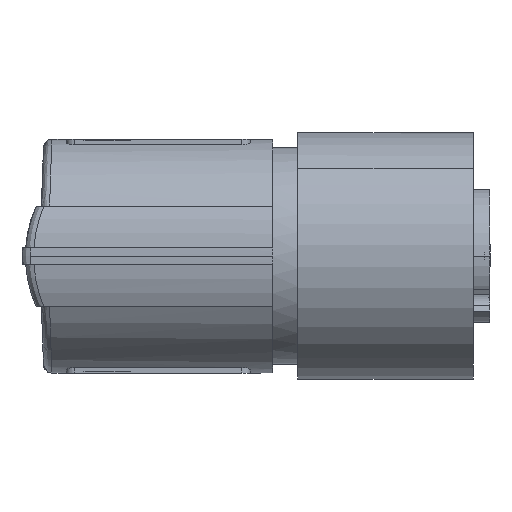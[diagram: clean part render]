
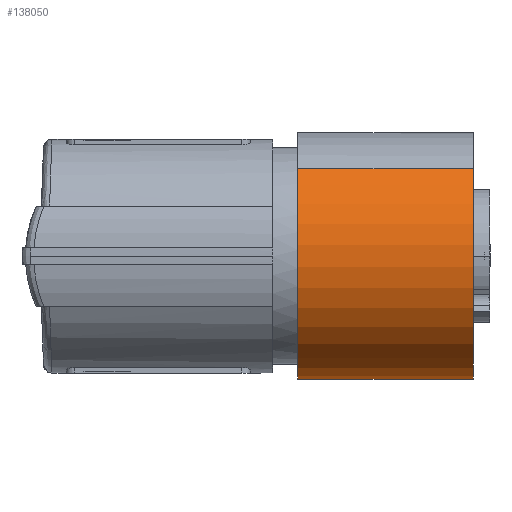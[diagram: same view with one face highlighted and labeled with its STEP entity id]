
A CAD part, left-side view. The second image highlights one B-rep face of the part: STEP entity #138050.
In plain terms, the highlighted cylindrical face has radius 7.4 mm (diameter 14.8 mm), a partial arc.
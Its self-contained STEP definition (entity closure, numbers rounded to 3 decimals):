
#17780=CARTESIAN_POINT('',(20.483,-175.64,
4.235));
#17790=DIRECTION('',(0.,0.,-1.));
#17800=DIRECTION('',(-0.707,0.707,
0.));
#17810=AXIS2_PLACEMENT_3D('',#17780,#17790,#17800);
#17820=CIRCLE('',#17810,7.4);
#17830=CARTESIAN_POINT('',(25.715,-180.872,
4.235));
#17840=VERTEX_POINT('',#17830);
#17850=CARTESIAN_POINT('',(15.25,-170.407,
4.235));
#17860=VERTEX_POINT('',#17850);
#17870=EDGE_CURVE('',#17840,#17860,#17820,.T.);
#18050=CARTESIAN_POINT('',(20.483,-175.64,
9.735));
#18060=DIRECTION('',(0.,0.,-1.));
#18070=DIRECTION('',(-0.707,0.707,
0.));
#18080=AXIS2_PLACEMENT_3D('',#18050,#18060,#18070);
#18090=CYLINDRICAL_SURFACE('',#18080,7.4);
#18100=CARTESIAN_POINT('',(15.25,-170.407,
9.735));
#18110=DIRECTION('',(0.,0.,-1.));
#18120=VECTOR('',#18110,1.);
#18130=LINE('',#18100,#18120);
#18140=CARTESIAN_POINT('',(15.25,-170.407,
14.735));
#18150=VERTEX_POINT('',#18140);
#18160=EDGE_CURVE('',#18150,#17860,#18130,.T.);
#18200=CARTESIAN_POINT('',(25.715,-180.872,
9.735));
#18210=DIRECTION('',(0.,0.,-1.));
#18220=VECTOR('',#18210,1.);
#18230=LINE('',#18200,#18220);
#18240=CARTESIAN_POINT('',(25.715,-180.872,
14.735));
#18250=VERTEX_POINT('',#18240);
#18260=EDGE_CURVE('',#18250,#17840,#18230,.T.);
#18280=CARTESIAN_POINT('',(20.483,-175.64,
14.735));
#18290=DIRECTION('',(0.,0.,-1.));
#18300=DIRECTION('',(-0.707,0.707,
0.));
#18310=AXIS2_PLACEMENT_3D('',#18280,#18290,#18300);
#18320=CIRCLE('',#18310,7.4);
#18740=EDGE_CURVE('',#18250,#18150,#18320,.T.);
#137990=ORIENTED_EDGE('',*,*,#18740,.T.);
#138000=ORIENTED_EDGE('',*,*,#18260,.F.);
#138010=ORIENTED_EDGE('',*,*,#17870,.F.);
#138020=ORIENTED_EDGE('',*,*,#18160,.T.);
#138030=EDGE_LOOP('',(#138020,#138010,#138000,#137990));
#138040=FACE_OUTER_BOUND('',#138030,.T.);
#138050=ADVANCED_FACE('',(#138040),#18090,.T.);
